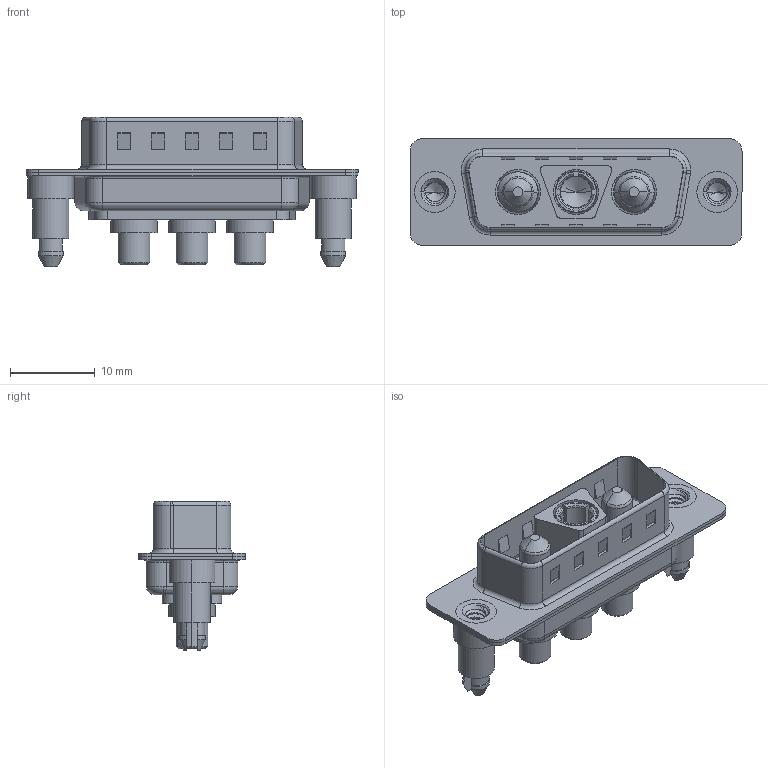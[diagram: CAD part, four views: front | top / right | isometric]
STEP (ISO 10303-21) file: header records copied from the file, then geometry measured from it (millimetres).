
FILE_DESCRIPTION (( 'STEP AP203' ), '1' );
FILE_NAME ('627-3WK3624-4N5.STEP', '2019-05-25T01:00:58', ( '' ), ( '' ), 'SwSTEP 2.0', 'SolidWorks 2016', '' );
FILE_SCHEMA (( 'CONFIG_CONTROL_DESIGN' ));
Length unit declared in the file: millimetre
Products named in the file (7): 627Combo Shell Rear_15 Contacts; 627Combo Shell Front_15 Contacts; 627Combo Threaded Boardlock_5; Power Socket_40A S; Power Pin_40A S; 627-3WK3624-4N5; 627Combo Housing_3WK3
Assembly tree (8 placements, depth 2):
  627-3WK3624-4N5
    627Combo Housing_3WK3
    627Combo Shell Rear_15 Contacts
    627Combo Shell Front_15 Contacts
    627Combo Threaded Boardlock_5  x2
    Power Socket_40A S
    Power Pin_40A S  x2
Bounding box: 39.15 x 12.6 x 17.6 mm (x, y, z)
Volume: 2340.7 mm3; surface area: 5446 mm2
Topology: 11 solids, 11 shells, 555 faces, 1385 edges, 875 vertices
Faces by surface type: cylinder 231, plane 209, torus 58, cone 45, bspline 12
Entity records: 16445 total; most frequent: CARTESIAN_POINT 4415, DIRECTION 2420, ORIENTED_EDGE 2314, EDGE_CURVE 1157, AXIS2_PLACEMENT_3D 909, VERTEX_POINT 736, LINE 602, VECTOR 602
